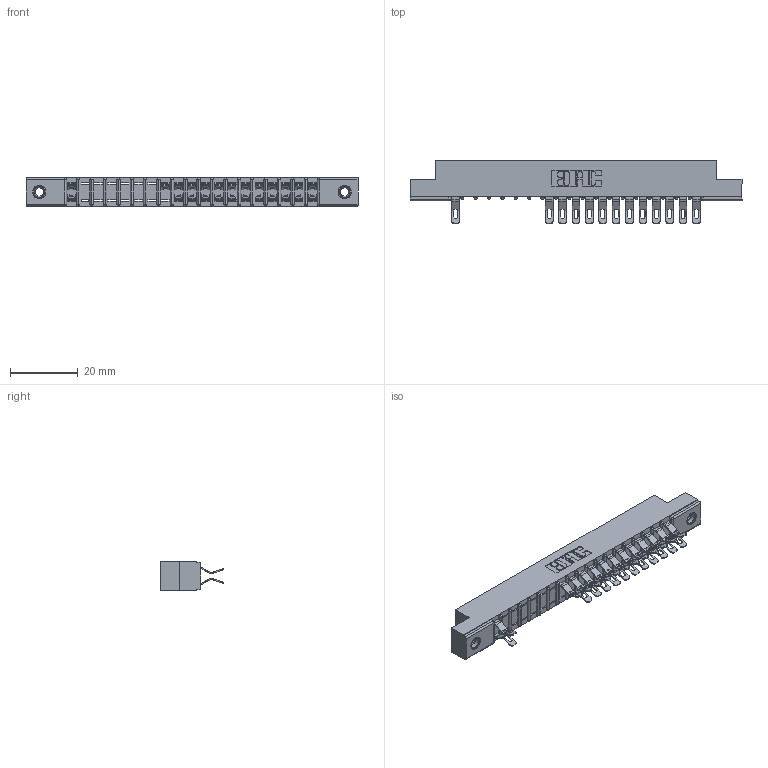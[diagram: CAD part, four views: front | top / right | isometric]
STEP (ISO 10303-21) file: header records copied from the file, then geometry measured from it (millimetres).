
FILE_DESCRIPTION (( 'STEP AP203' ), '1' );
FILE_NAME ('307-038-555-207.STEP', '2018-08-05T11:56:24', ( '' ), ( '' ), 'SwSTEP 2.0', 'SolidWorks 2016', '' );
FILE_SCHEMA (( 'CONFIG_CONTROL_DESIGN' ));
Length unit declared in the file: inch
Products named in the file (4): 307 Part_.156 Dia Mounting Holes; 307-290-001_555; 345-250-001_345-250-005-103; 307-038-555-207
Assembly tree (28 placements, depth 2):
  307-038-555-207
    307 Part_.156 Dia Mounting Holes
    307-290-001_555  x25
    345-250-001_345-250-005-103  x2
Bounding box: 98.3 x 18.75 x 8.71 mm (x, y, z)
Volume: 6322.7 mm3; surface area: 10466.6 mm2
Topology: 28 solids, 28 shells, 1853 faces, 5400 edges, 3504 vertices
Faces by surface type: plane 1030, cylinder 767, sphere 40, cone 12, torus 4
Entity records: 21038 total; most frequent: CARTESIAN_POINT 3493, ORIENTED_EDGE 3468, DIRECTION 3434, EDGE_CURVE 1734, LINE 1308, VECTOR 1308, VERTEX_POINT 1122, AXIS2_PLACEMENT_3D 1063
